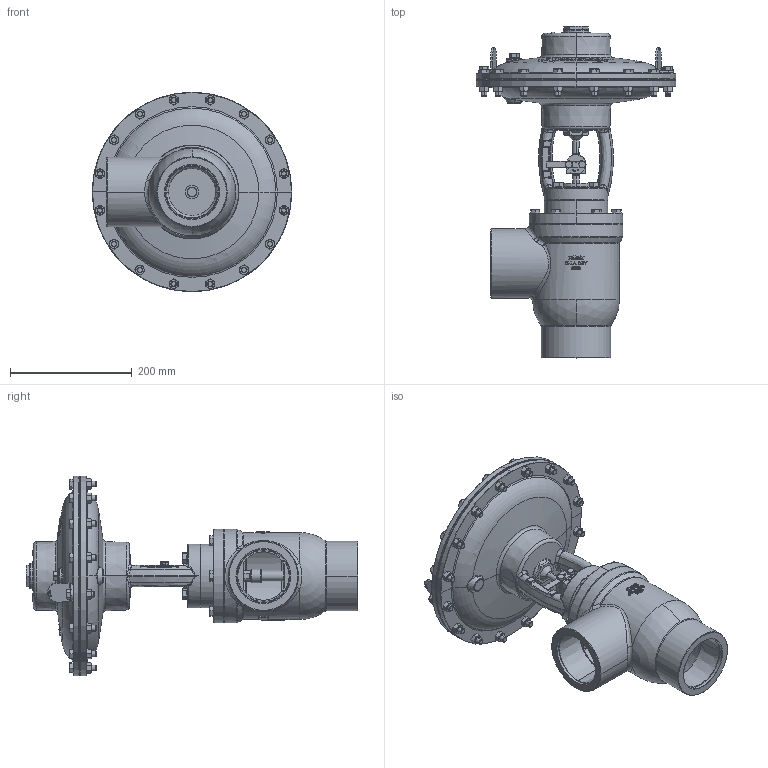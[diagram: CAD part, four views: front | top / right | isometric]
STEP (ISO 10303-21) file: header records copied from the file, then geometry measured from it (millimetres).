
FILE_DESCRIPTION (( 'STEP AP214' ), '1' );
FILE_NAME ('DPH3SAADF2S-MYE.STEP', '2020-10-22T21:22:58', ( '' ), ( '' ), 'SwSTEP 2.0', 'SolidWorks 2019', '' );
FILE_SCHEMA (( 'AUTOMOTIVE_DESIGN' ));
Length unit declared in the file: inch
Products named in the file (1): DPH3SAADF2S-MYE
Bounding box: 327.42 x 544.98 x 327.42 mm (x, y, z)
Volume: 7595626.8 mm3; surface area: 597671.1 mm2
Topology: 1 solids, 1 shells, 2605 faces, 6576 edges, 4117 vertices
Faces by surface type: plane 1159, cone 478, bspline 412, cylinder 362, torus 143, sphere 51
Entity records: 123477 total; most frequent: CARTESIAN_POINT 46795, ORIENTED_EDGE 13084, DIRECTION 10553, EDGE_CURVE 6542, VERTEX_POINT 4117, AXIS2_PLACEMENT_3D 4088, EDGE_LOOP 2853, FACE_OUTER_BOUND 2605
